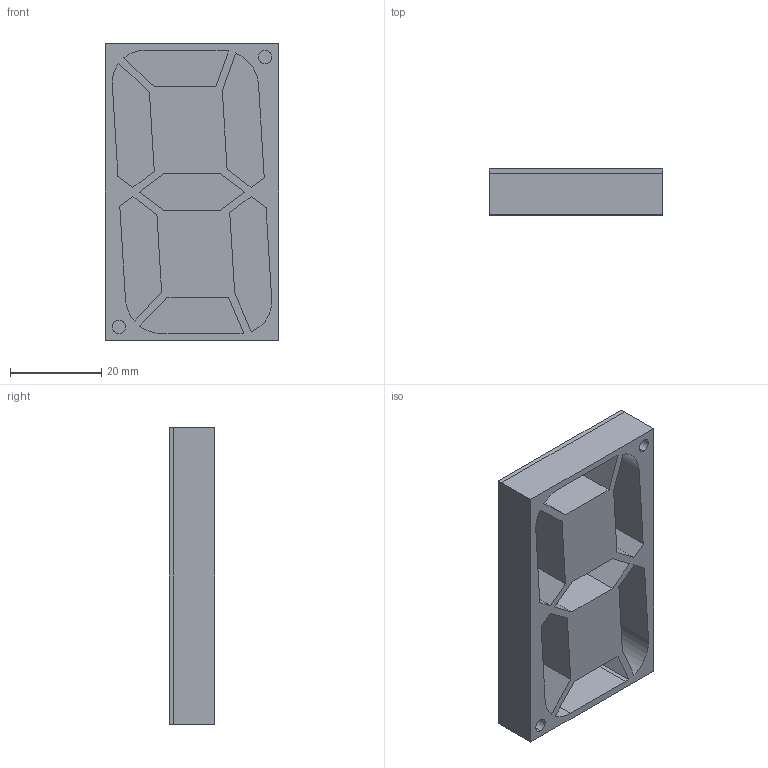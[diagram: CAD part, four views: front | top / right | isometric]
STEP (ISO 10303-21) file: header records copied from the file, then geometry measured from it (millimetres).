
FILE_DESCRIPTION (( 'STEP AP214' ), '1' );
FILE_NAME ('led-segment-p4.STEP', '2025-11-15T14:12:53', ( '' ), ( '' ), 'SwSTEP 2.0', 'SolidWorks 2025', '' );
FILE_SCHEMA (( 'AUTOMOTIVE_DESIGN' ));
Length unit declared in the file: millimetre
Products named in the file (1): led-segment-p4
Bounding box: 38 x 10 x 65 mm (x, y, z)
Volume: 13276.8 mm3; surface area: 13677.4 mm2
Topology: 2 solids, 2 shells, 121 faces, 312 edges, 208 vertices
Faces by surface type: plane 93, cylinder 28
Entity records: 3722 total; most frequent: CARTESIAN_POINT 642, ORIENTED_EDGE 624, DIRECTION 612, EDGE_CURVE 312, LINE 256, VECTOR 256, VERTEX_POINT 208, AXIS2_PLACEMENT_3D 178
